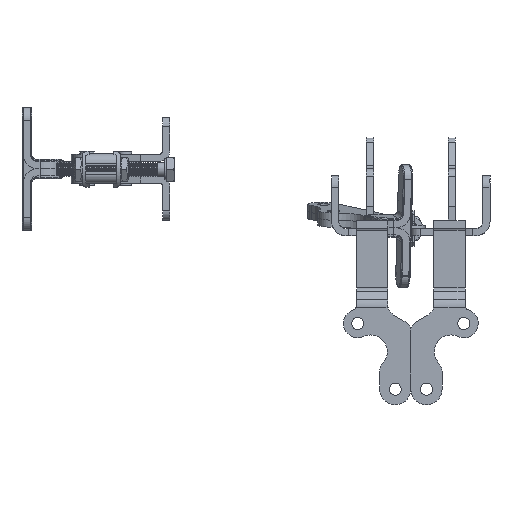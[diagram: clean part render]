
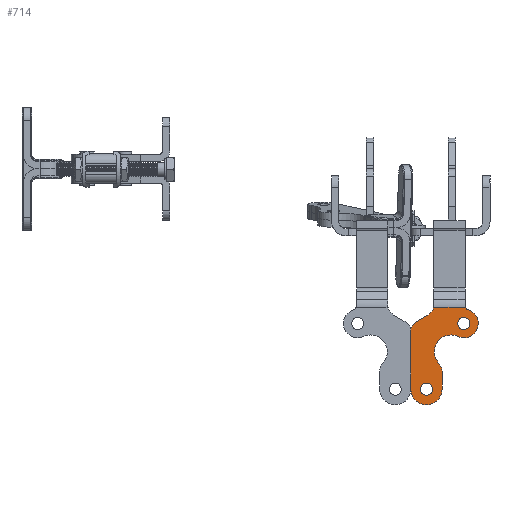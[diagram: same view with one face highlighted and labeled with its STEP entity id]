
A CAD part, left-side view. The second image highlights one B-rep face of the part: STEP entity #714.
In plain terms, the highlighted planar face has unit normal (-1, 0, 0).
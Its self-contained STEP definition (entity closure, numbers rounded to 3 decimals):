
#714 = ADVANCED_FACE( '', ( #1928, #1929, #1930 ), #1931, .T. );
#1928 = FACE_BOUND( '', #3940, .T. );
#1929 = FACE_BOUND( '', #3941, .T. );
#1930 = FACE_OUTER_BOUND( '', #3942, .T. );
#1931 = PLANE( '', #3943 );
#3940 = EDGE_LOOP( '', ( #6672 ) );
#3941 = EDGE_LOOP( '', ( #6673 ) );
#3942 = EDGE_LOOP( '', ( #6674, #6675, #6676, #6677, #6678, #6679, #6680, #6681, #6682, #6683, #6684 ) );
#3943 = AXIS2_PLACEMENT_3D( '', #6685, #6686, #6687 );
#6672 = ORIENTED_EDGE( '', *, *, #10706, .T. );
#6673 = ORIENTED_EDGE( '', *, *, #10707, .T. );
#6674 = ORIENTED_EDGE( '', *, *, #10708, .T. );
#6675 = ORIENTED_EDGE( '', *, *, #10709, .T. );
#6676 = ORIENTED_EDGE( '', *, *, #10710, .T. );
#6677 = ORIENTED_EDGE( '', *, *, #10711, .F. );
#6678 = ORIENTED_EDGE( '', *, *, #10712, .F. );
#6679 = ORIENTED_EDGE( '', *, *, #10713, .F. );
#6680 = ORIENTED_EDGE( '', *, *, #10714, .F. );
#6681 = ORIENTED_EDGE( '', *, *, #10715, .F. );
#6682 = ORIENTED_EDGE( '', *, *, #10716, .T. );
#6683 = ORIENTED_EDGE( '', *, *, #10717, .T. );
#6684 = ORIENTED_EDGE( '', *, *, #10718, .F. );
#6685 = CARTESIAN_POINT( '', ( -78.022, 0., -73.401 ) );
#6686 = DIRECTION( '', ( -1., 0., 0. ) );
#6687 = DIRECTION( '', ( 0., 0., 1. ) );
#10706 = EDGE_CURVE( '', #12343, #12343, #12344, .T. );
#10707 = EDGE_CURVE( '', #12345, #12345, #12346, .T. );
#10708 = EDGE_CURVE( '', #12347, #12348, #12349, .T. );
#10709 = EDGE_CURVE( '', #12348, #12350, #12351, .T. );
#10710 = EDGE_CURVE( '', #12350, #12352, #12353, .T. );
#10711 = EDGE_CURVE( '', #12354, #12352, #12355, .T. );
#10712 = EDGE_CURVE( '', #12356, #12354, #12357, .T. );
#10713 = EDGE_CURVE( '', #12358, #12356, #12359, .T. );
#10714 = EDGE_CURVE( '', #12360, #12358, #12361, .T. );
#10715 = EDGE_CURVE( '', #12362, #12360, #12363, .T. );
#10716 = EDGE_CURVE( '', #12362, #12364, #12365, .T. );
#10717 = EDGE_CURVE( '', #12364, #12366, #12367, .T. );
#10718 = EDGE_CURVE( '', #12347, #12366, #12368, .T. );
#12343 = VERTEX_POINT( '', #14742 );
#12344 = CIRCLE( '', #14743, 2.5 );
#12345 = VERTEX_POINT( '', #14744 );
#12346 = CIRCLE( '', #14745, 2.5 );
#12347 = VERTEX_POINT( '', #14746 );
#12348 = VERTEX_POINT( '', #14747 );
#12349 = CIRCLE( '', #14748, 5. );
#12350 = VERTEX_POINT( '', #14749 );
#12351 = LINE( '', #14750, #14751 );
#12352 = VERTEX_POINT( '', #14752 );
#12353 = CIRCLE( '', #14753, 4. );
#12354 = VERTEX_POINT( '', #14754 );
#12355 = LINE( '', #14755, #14756 );
#12356 = VERTEX_POINT( '', #14757 );
#12357 = CIRCLE( '', #14758, 6.5 );
#12358 = VERTEX_POINT( '', #14759 );
#12359 = LINE( '', #14760, #14761 );
#12360 = VERTEX_POINT( '', #14762 );
#12361 = CIRCLE( '', #14763, 5. );
#12362 = VERTEX_POINT( '', #14764 );
#12363 = CIRCLE( '', #14765, 7. );
#12364 = VERTEX_POINT( '', #14766 );
#12365 = CIRCLE( '', #14767, 6. );
#12366 = VERTEX_POINT( '', #14768 );
#12367 = CIRCLE( '', #14769, 2. );
#12368 = LINE( '', #14770, #14771 );
#14742 = CARTESIAN_POINT( '', ( -78.022, -22.1, -37.001 ) );
#14743 = AXIS2_PLACEMENT_3D( '', #18771, #18772, #18773 );
#14744 = CARTESIAN_POINT( '', ( -78.022, -6.5, -64.401 ) );
#14745 = AXIS2_PLACEMENT_3D( '', #18774, #18775, #18776 );
#14746 = CARTESIAN_POINT( '', ( -78.022, -9.501, -32.705 ) );
#14747 = CARTESIAN_POINT( '', ( -78.022, -7.1, -36.045 ) );
#14748 = AXIS2_PLACEMENT_3D( '', #18777, #18778, #18779 );
#14749 = CARTESIAN_POINT( '', ( -78.022, -2., -38.989 ) );
#14750 = CARTESIAN_POINT( '', ( -78.022, -7.1, -36.045 ) );
#14751 = VECTOR( '', #18780, 1000. );
#14752 = CARTESIAN_POINT( '', ( -78.022, 0., -42.453 ) );
#14753 = AXIS2_PLACEMENT_3D( '', #18781, #18782, #18783 );
#14754 = CARTESIAN_POINT( '', ( -78.022, 0., -66.901 ) );
#14755 = CARTESIAN_POINT( '', ( -78.022, 0., -73.401 ) );
#14756 = VECTOR( '', #18784, 1000. );
#14757 = CARTESIAN_POINT( '', ( -78.022, -13., -66.901 ) );
#14758 = AXIS2_PLACEMENT_3D( '', #18785, #18786, #18787 );
#14759 = CARTESIAN_POINT( '', ( -78.022, -13., -59.46 ) );
#14760 = CARTESIAN_POINT( '', ( -78.022, -13., -66.901 ) );
#14761 = VECTOR( '', #18788, 1000. );
#14762 = CARTESIAN_POINT( '', ( -78.022, -11.667, -56.061 ) );
#14763 = AXIS2_PLACEMENT_3D( '', #18789, #18790, #18791 );
#14764 = CARTESIAN_POINT( '', ( -78.022, -19.068, -44.679 ) );
#14765 = AXIS2_PLACEMENT_3D( '', #18792, #18793, #18794 );
#14766 = CARTESIAN_POINT( '', ( -78.022, -23.975, -33.802 ) );
#14767 = AXIS2_PLACEMENT_3D( '', #18795, #18796, #18797 );
#14768 = CARTESIAN_POINT( '', ( -78.022, -22.768, -32.705 ) );
#14769 = AXIS2_PLACEMENT_3D( '', #18798, #18799, #18800 );
#14770 = CARTESIAN_POINT( '', ( -78.022, -6.5, -32.705 ) );
#14771 = VECTOR( '', #18801, 1000. );
#18771 = CARTESIAN_POINT( '', ( -78.022, -22.1, -39.501 ) );
#18772 = DIRECTION( '', ( 1., 0., 0. ) );
#18773 = DIRECTION( '', ( 0., 0., 1. ) );
#18774 = CARTESIAN_POINT( '', ( -78.022, -6.5, -66.901 ) );
#18775 = DIRECTION( '', ( 1., 0., 0. ) );
#18776 = DIRECTION( '', ( 0., 0., 1. ) );
#18777 = CARTESIAN_POINT( '', ( -78.022, -4.6, -31.715 ) );
#18778 = DIRECTION( '', ( 1., 0., 0. ) );
#18779 = DIRECTION( '', ( 0., 0., -1. ) );
#18780 = DIRECTION( '', ( 0., 0.866, -0.5 ) );
#18781 = CARTESIAN_POINT( '', ( -78.022, -4., -42.453 ) );
#18782 = DIRECTION( '', ( -1., 0., 0. ) );
#18783 = DIRECTION( '', ( 0., 0., -1. ) );
#18784 = DIRECTION( '', ( 0., 0., 1. ) );
#18785 = CARTESIAN_POINT( '', ( -78.022, -6.5, -66.901 ) );
#18786 = DIRECTION( '', ( 1., 0., 0. ) );
#18787 = DIRECTION( '', ( 0., 0., 1. ) );
#18788 = DIRECTION( '', ( 0., 0., -1. ) );
#18789 = CARTESIAN_POINT( '', ( -78.022, -8., -59.46 ) );
#18790 = DIRECTION( '', ( 1., 0., 0. ) );
#18791 = DIRECTION( '', ( 0., 0., -1. ) );
#18792 = CARTESIAN_POINT( '', ( -78.022, -16.8, -51.301 ) );
#18793 = DIRECTION( '', ( -1., 0., 0. ) );
#18794 = DIRECTION( '', ( 0., 0., -1. ) );
#18795 = CARTESIAN_POINT( '', ( -78.022, -22.1, -39.501 ) );
#18796 = DIRECTION( '', ( -1., 0., 0. ) );
#18797 = DIRECTION( '', ( 0., 0., -1. ) );
#18798 = CARTESIAN_POINT( '', ( -78.022, -24.6, -31.902 ) );
#18799 = DIRECTION( '', ( 1., 0., 0. ) );
#18800 = DIRECTION( '', ( 0., 0., -1. ) );
#18801 = DIRECTION( '', ( 0., -1., 0. ) );
